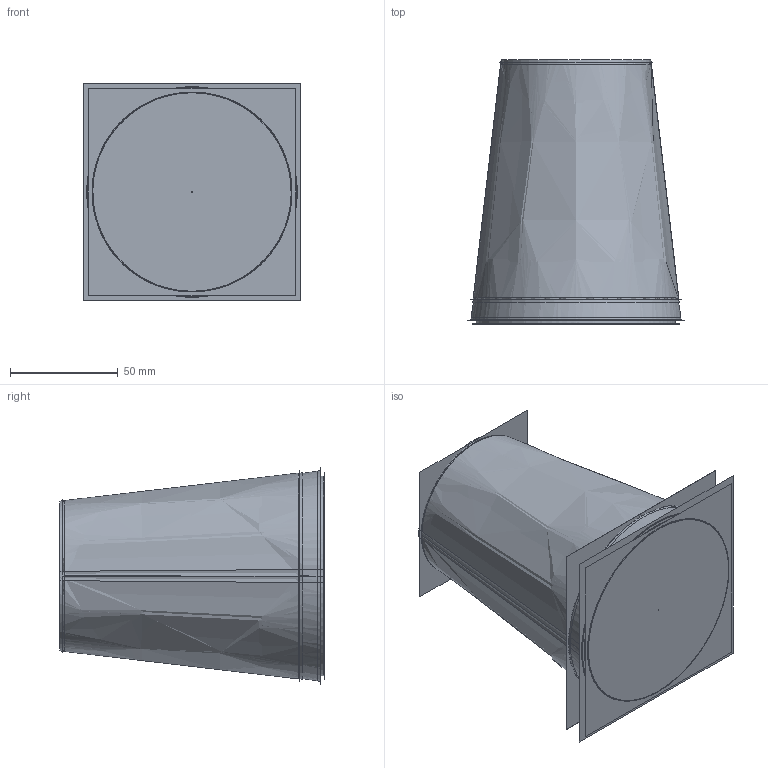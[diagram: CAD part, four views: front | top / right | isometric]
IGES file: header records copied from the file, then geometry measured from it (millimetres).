
Start section:  PTC IGES file: 45431_asm.igs
Global section: file name: 45431_asm.igs; native system: Pro/ENGINEER by Parametric Technology Corporation; preprocessor: 2010040; author: gnicolini; organization: Unknown; date: 20140305.081646; units: millimetre
Bounding box: 101.2 x 122.79 x 101.2 mm (x, y, z)
Surface area: 414616.2 mm2 (no closed solid volume)
Topology: 0 solids, 0 shells, 110 faces, 809 edges, 1182 vertices
Faces by surface type: bspline 110
